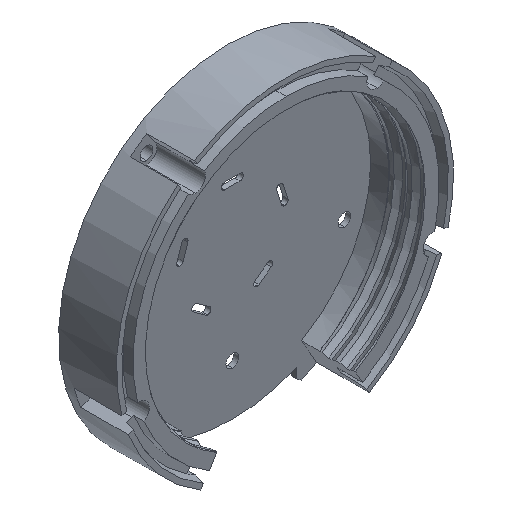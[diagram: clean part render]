
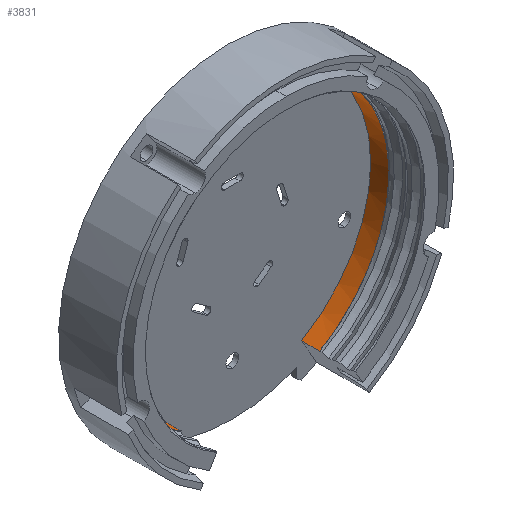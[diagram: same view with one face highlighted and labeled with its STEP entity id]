
A CAD part, isometric view. The second image highlights one B-rep face of the part: STEP entity #3831.
In plain terms, the highlighted cylindrical face has radius 27 mm (diameter 54 mm), a partial arc.
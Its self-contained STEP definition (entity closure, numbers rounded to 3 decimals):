
#59 = CARTESIAN_POINT ( 'NONE',  ( 0., 10.5, 0. ) ) ;
#216 = LINE ( 'NONE', #5931, #7678 ) ;
#348 = ORIENTED_EDGE ( 'NONE', *, *, #520, .F. ) ;
#351 = ORIENTED_EDGE ( 'NONE', *, *, #6885, .T. ) ;
#417 = CARTESIAN_POINT ( 'NONE',  ( 13.5, 10.5, -23.383 ) ) ;
#520 = EDGE_CURVE ( 'NONE', #2831, #3365, #216, .T. ) ;
#1592 = LINE ( 'NONE', #6092, #3560 ) ;
#1637 = CARTESIAN_POINT ( 'NONE',  ( 0., 7., 0. ) ) ;
#1716 = ORIENTED_EDGE ( 'NONE', *, *, #3580, .T. ) ;
#1937 = DIRECTION ( 'NONE',  ( 0., -1., 0. ) ) ;
#2485 = DIRECTION ( 'NONE',  ( 0., -1., 0. ) ) ;
#2500 = DIRECTION ( 'NONE',  ( 0., 0., -1. ) ) ;
#2633 = CARTESIAN_POINT ( 'NONE',  ( -13.5, 10.5, -23.383 ) ) ;
#2831 = VERTEX_POINT ( 'NONE', #8218 ) ;
#2878 = DIRECTION ( 'NONE',  ( 0., 1., 0. ) ) ;
#3269 = EDGE_CURVE ( 'NONE', #3365, #6211, #6329, .T. ) ;
#3365 = VERTEX_POINT ( 'NONE', #417 ) ;
#3484 = VERTEX_POINT ( 'NONE', #4601 ) ;
#3560 = VECTOR ( 'NONE', #2878, 1000. ) ;
#3580 = EDGE_CURVE ( 'NONE', #2831, #3484, #8042, .T. ) ;
#3739 = FACE_OUTER_BOUND ( 'NONE', #6392, .T. ) ;
#3801 = AXIS2_PLACEMENT_3D ( 'NONE', #1637, #2485, #6309 ) ;
#3831 = ADVANCED_FACE ( 'NONE', ( #3739 ), #7636, .F. ) ;
#4057 = DIRECTION ( 'NONE',  ( 0., 1., 0. ) ) ;
#4472 = DIRECTION ( 'NONE',  ( 0., 0., -1. ) ) ;
#4601 = CARTESIAN_POINT ( 'NONE',  ( -13.5, 7., -23.383 ) ) ;
#5112 = AXIS2_PLACEMENT_3D ( 'NONE', #59, #7071, #2500 ) ;
#5931 = CARTESIAN_POINT ( 'NONE',  ( 13.5, 10.5, -23.383 ) ) ;
#6092 = CARTESIAN_POINT ( 'NONE',  ( -13.5, 10.5, -23.383 ) ) ;
#6179 = ORIENTED_EDGE ( 'NONE', *, *, #3269, .F. ) ;
#6211 = VERTEX_POINT ( 'NONE', #2633 ) ;
#6309 = DIRECTION ( 'NONE',  ( 0., 0., 1. ) ) ;
#6329 = CIRCLE ( 'NONE', #5112, 27. ) ;
#6392 = EDGE_LOOP ( 'NONE', ( #348, #1716, #351, #6179 ) ) ;
#6450 = AXIS2_PLACEMENT_3D ( 'NONE', #7562, #1937, #4472 ) ;
#6885 = EDGE_CURVE ( 'NONE', #3484, #6211, #1592, .T. ) ;
#7071 = DIRECTION ( 'NONE',  ( 0., -1., 0. ) ) ;
#7562 = CARTESIAN_POINT ( 'NONE',  ( 0., 10.5, 0. ) ) ;
#7636 = CYLINDRICAL_SURFACE ( 'NONE', #6450, 27. ) ;
#7678 = VECTOR ( 'NONE', #4057, 1000. ) ;
#8042 = CIRCLE ( 'NONE', #3801, 27. ) ;
#8218 = CARTESIAN_POINT ( 'NONE',  ( 13.5, 7., -23.383 ) ) ;
